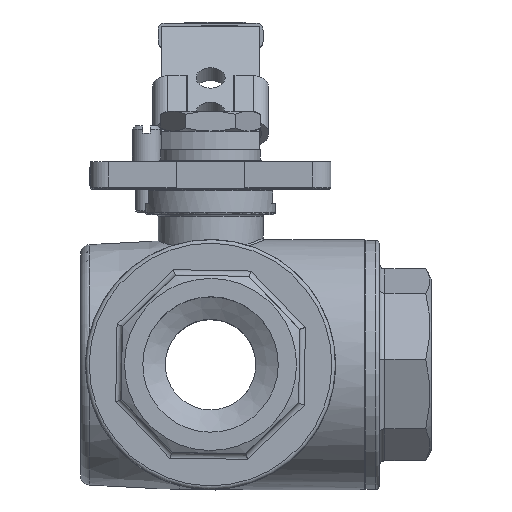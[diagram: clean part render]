
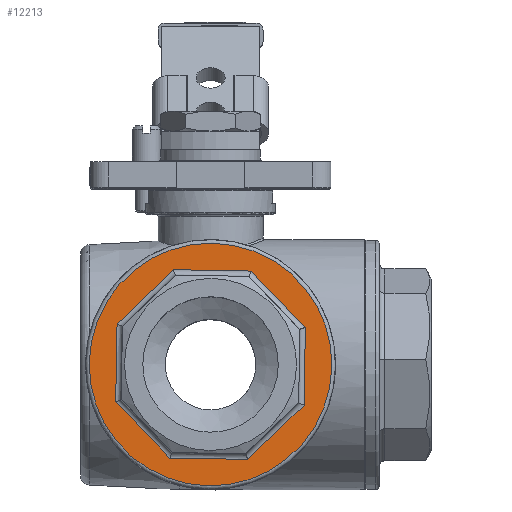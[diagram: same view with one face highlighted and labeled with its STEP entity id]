
A CAD part, top view. The second image highlights one B-rep face of the part: STEP entity #12213.
In plain terms, the highlighted face is planar.
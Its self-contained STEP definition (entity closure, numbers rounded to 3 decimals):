
#580=LINE('',#16954,#1715);
#583=LINE('',#16964,#1718);
#584=LINE('',#16969,#1719);
#587=LINE('',#16976,#1722);
#588=LINE('',#16981,#1723);
#591=LINE('',#16988,#1726);
#592=LINE('',#16993,#1727);
#594=LINE('',#16996,#1729);
#1715=VECTOR('',#14001,1000.);
#1718=VECTOR('',#14010,1000.);
#1719=VECTOR('',#14015,1000.);
#1722=VECTOR('',#14022,1000.);
#1723=VECTOR('',#14027,1000.);
#1726=VECTOR('',#14034,1000.);
#1727=VECTOR('',#14039,1000.);
#1729=VECTOR('',#14043,1000.);
#3122=ORIENTED_EDGE('',*,*,#6730,.T.);
#3123=ORIENTED_EDGE('',*,*,#6712,.T.);
#3124=ORIENTED_EDGE('',*,*,#6707,.T.);
#3125=ORIENTED_EDGE('',*,*,#6714,.T.);
#3126=ORIENTED_EDGE('',*,*,#6720,.T.);
#3127=ORIENTED_EDGE('',*,*,#6726,.T.);
#3128=ORIENTED_EDGE('',*,*,#6728,.T.);
#3129=ORIENTED_EDGE('',*,*,#6724,.T.);
#3130=ORIENTED_EDGE('',*,*,#6718,.T.);
#6707=EDGE_CURVE('',#8518,#8517,#580,.T.);
#6712=EDGE_CURVE('',#8520,#8518,#583,.T.);
#6714=EDGE_CURVE('',#8517,#8523,#584,.T.);
#6718=EDGE_CURVE('',#8524,#8520,#587,.T.);
#6720=EDGE_CURVE('',#8523,#8527,#588,.T.);
#6724=EDGE_CURVE('',#8528,#8524,#591,.T.);
#6726=EDGE_CURVE('',#8527,#8531,#592,.T.);
#6728=EDGE_CURVE('',#8531,#8528,#594,.T.);
#6730=EDGE_CURVE('',#8532,#8532,#9737,.T.);
#8517=VERTEX_POINT('',#16953);
#8518=VERTEX_POINT('',#16955);
#8520=VERTEX_POINT('',#16961);
#8523=VERTEX_POINT('',#16968);
#8524=VERTEX_POINT('',#16973);
#8527=VERTEX_POINT('',#16980);
#8528=VERTEX_POINT('',#16985);
#8531=VERTEX_POINT('',#16992);
#8532=VERTEX_POINT('',#17000);
#9737=CIRCLE('',#13085,33.5);
#10038=EDGE_LOOP('',(#3122));
#10039=EDGE_LOOP('',(#3123,#3124,#3125,#3126,#3127,#3128,#3129,#3130));
#10923=FACE_BOUND('',#10038,.T.);
#10924=FACE_BOUND('',#10039,.T.);
#11792=PLANE('',#13084);
#12213=ADVANCED_FACE('',(#10923,#10924),#11792,.F.);
#13084=AXIS2_PLACEMENT_3D('',#16998,#14045,#14046);
#13085=AXIS2_PLACEMENT_3D('',#16999,#14047,#14048);
#14001=DIRECTION('',(0.,-0.707,0.707));
#14010=DIRECTION('',(0.,0.,1.));
#14015=DIRECTION('',(0.,-1.,0.));
#14022=DIRECTION('',(0.,0.707,0.707));
#14027=DIRECTION('',(0.,-0.707,-0.707));
#14034=DIRECTION('',(0.,1.,0.));
#14039=DIRECTION('',(0.,0.,-1.));
#14043=DIRECTION('',(0.,0.707,-0.707));
#14045=DIRECTION('',(1.,0.,0.));
#14046=DIRECTION('',(0.,0.,-1.));
#14047=DIRECTION('',(-1.,0.,0.));
#14048=DIRECTION('',(0.,0.,1.));
#16953=CARTESIAN_POINT('',(15.,10.77,26.));
#16954=CARTESIAN_POINT('',(15.,32.385,4.385));
#16955=CARTESIAN_POINT('',(15.,26.,10.77));
#16961=CARTESIAN_POINT('',(15.,26.,-10.77));
#16964=CARTESIAN_POINT('',(15.,26.,0.));
#16968=CARTESIAN_POINT('',(15.,-10.77,26.));
#16969=CARTESIAN_POINT('',(15.,28.,26.));
#16973=CARTESIAN_POINT('',(15.,10.77,-26.));
#16976=CARTESIAN_POINT('',(15.,32.385,-4.385));
#16980=CARTESIAN_POINT('',(15.,-26.,10.77));
#16981=CARTESIAN_POINT('',(15.,-4.385,32.385));
#16985=CARTESIAN_POINT('',(15.,-10.77,-26.));
#16988=CARTESIAN_POINT('',(15.,28.,-26.));
#16992=CARTESIAN_POINT('',(15.,-26.,-10.77));
#16993=CARTESIAN_POINT('',(15.,-26.,0.));
#16996=CARTESIAN_POINT('',(15.,-4.385,-32.385));
#16998=CARTESIAN_POINT('',(15.,28.,0.));
#16999=CARTESIAN_POINT('',(15.,0.,0.));
#17000=CARTESIAN_POINT('',(15.,0.,33.5));
